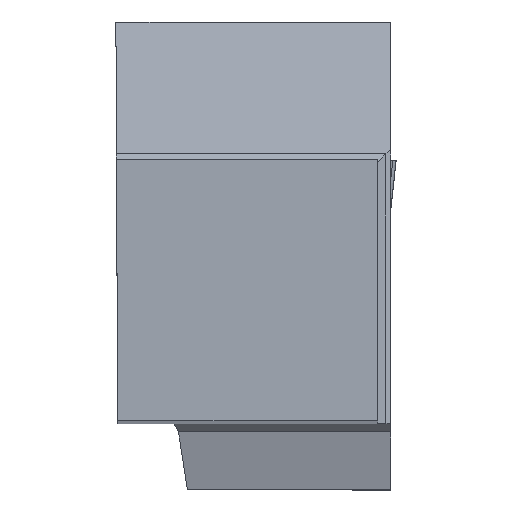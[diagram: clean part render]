
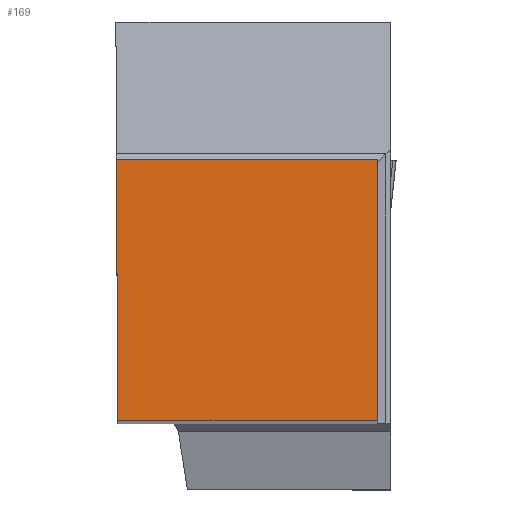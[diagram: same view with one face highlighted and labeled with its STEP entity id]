
A CAD part, top view. The second image highlights one B-rep face of the part: STEP entity #169.
In plain terms, the highlighted planar face has unit normal (0, 0, 1).
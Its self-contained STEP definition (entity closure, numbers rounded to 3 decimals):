
#169=ADVANCED_FACE('BLANK_BOXF006',(#274),#217,.F.);
#217=PLANE('',#1311);
#274=FACE_OUTER_BOUND('',#331,.T.);
#331=EDGE_LOOP('',(#581,#582,#583,#584));
#581=ORIENTED_EDGE('',*,*,#904,.T.);
#582=ORIENTED_EDGE('',*,*,#905,.T.);
#583=ORIENTED_EDGE('',*,*,#900,.T.);
#584=ORIENTED_EDGE('',*,*,#906,.T.);
#758=VERTEX_POINT('',#2055);
#759=VERTEX_POINT('',#2057);
#762=VERTEX_POINT('',#2065);
#763=VERTEX_POINT('',#2066);
#900=EDGE_CURVE('',#759,#758,#1033,.T.);
#904=EDGE_CURVE('',#762,#763,#1037,.T.);
#905=EDGE_CURVE('',#763,#759,#1038,.T.);
#906=EDGE_CURVE('',#758,#762,#1039,.T.);
#1033=LINE('',#2056,#1170);
#1037=LINE('',#2064,#1174);
#1038=LINE('',#2067,#1175);
#1039=LINE('',#2068,#1176);
#1170=VECTOR('',#1555,1.);
#1174=VECTOR('',#1561,1.);
#1175=VECTOR('',#1562,1.);
#1176=VECTOR('',#1563,1.);
#1311=AXIS2_PLACEMENT_3D('',#2069,#1564,#1565);
#1555=DIRECTION('',(0.004,-1.,0.));
#1561=DIRECTION('',(0.,1.,0.));
#1562=DIRECTION('',(-1.,0.,0.));
#1563=DIRECTION('',(1.,0.,0.));
#1564=DIRECTION('',(0.,0.,-1.));
#1565=DIRECTION('',(0.,-1.,0.));
#2055=CARTESIAN_POINT('',(0.069,0.,0.));
#2056=CARTESIAN_POINT('',(-0.479,125.549,0.));
#2057=CARTESIAN_POINT('',(0.,15.875,0.));
#2064=CARTESIAN_POINT('',(15.875,-125.55,0.));
#2065=CARTESIAN_POINT('',(15.875,0.,0.));
#2066=CARTESIAN_POINT('',(15.875,15.875,0.));
#2067=CARTESIAN_POINT('',(125.55,15.875,0.));
#2068=CARTESIAN_POINT('',(-125.55,0.,0.));
#2069=CARTESIAN_POINT('',(16.675,-4.,0.));
